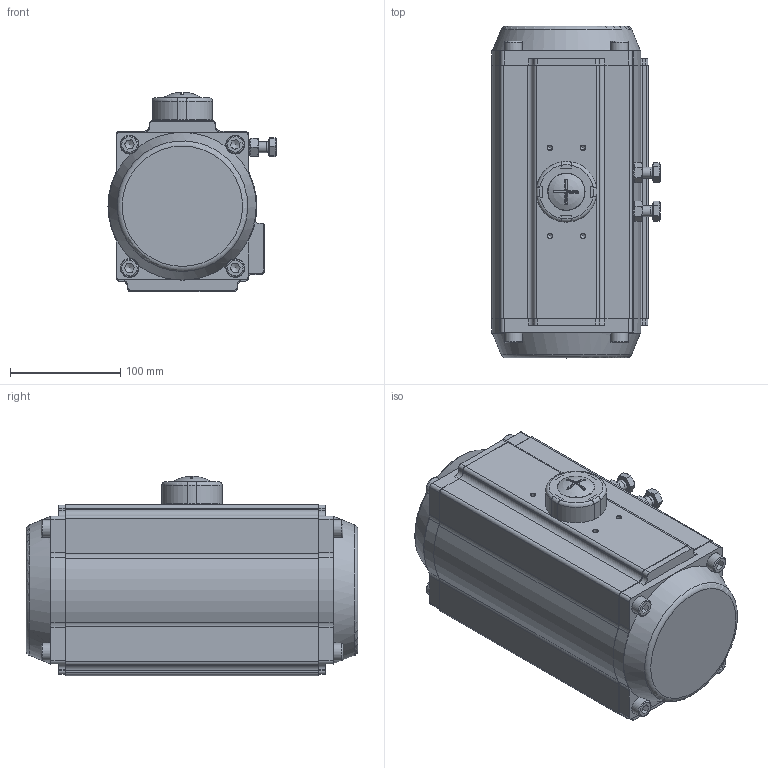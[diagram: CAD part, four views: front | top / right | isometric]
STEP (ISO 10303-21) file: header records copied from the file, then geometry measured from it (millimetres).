
FILE_DESCRIPTION(/* description */ (''),/* implementation_level */ '2;1');
FILE_NAME(/* name */ '5050125702 C-125DA F07+F10 22x22.stp',/* time_stamp */ '2016-12-30T14:20:22+08:00',/* author */ (''),/* organization */ (''),/* preprocessor_version */ 'ST-DEVELOPER v15',/* originating_system */ 'SIEMENS PLM Software NX 8.5',/* authorisation */ '');
FILE_SCHEMA (('AUTOMOTIVE_DESIGN { 1 0 10303 214 3 1 1 1 }'));
Products named in the file (28): Thrust washer; Circlip; Bearing-pinion bottom; Outside washer; O-ring-pinion bottom; O-ring-pinion top; Inside washer; Bearing-pinion top; O-ring end cap; O-ring piston; Stop screw; Nut-stop screw; C-125-01-L; Plug; O-ring adjust screw; Nut adjust screw; Adjust screw; Indicator screw-125; Indicator-125; End-cap screw; Bearing-piston; Guide Piston-C-125; C-125-08; C-125-03; C-125-04; C-125-01-R; C-125-01; C-125DA
Assembly tree (48 placements, depth 2):
  C-125DA
    C-125-01  x2
    C-125-01-R  x2
    C-125-04
    C-125-03  x2
    C-125-08
    Guide Piston-C-125  x2
    Bearing-piston  x2
    End-cap screw  x8
    Indicator-125
    Indicator screw-125
    Adjust screw  x2
    Nut adjust screw  x2
    O-ring adjust screw  x2
    Plug  x2
    C-125-01-L  x2
    Nut-stop screw  x2
    Stop screw  x2
    O-ring piston  x2
    O-ring end cap  x2
    Bearing-pinion top
    Inside washer
    O-ring-pinion top
    O-ring-pinion bottom
    Outside washer
    Bearing-pinion bottom
    Circlip
    Thrust washer
Bounding box: 152.43 x 301 x 180.77 mm (x, y, z)
Volume: 4890913.7 mm3; surface area: 1166289.1 mm2
Topology: 69 solids, 69 shells, 2492 faces, 6603 edges, 4322 vertices
Faces by surface type: cylinder 1035, plane 935, cone 263, torus 124, extrusion 80, bspline 52, sphere 3
Full cylindrical faces by diameter (mm): 2.5 x2, 4.2 x16, 5 x1, 6 x8, 6.144 x1, 6.8 x8, 8 x2, 8.374 x10, 8.376 x14, 8.5 x32, 8.645 x2, 8.647 x2, 9 x6, 10 x28, 10.001 x4, 11 x16, 12.1 x4, 16 x10, 17 x16, 21 x1, 31.3 x1, 31.4 x3, 32 x37, 35 x9, 36 x1, 44.3 x1, 45 x2, 46.4 x2, 49 x1, 50 x6
Entity records: 54192 total; most frequent: CARTESIAN_POINT 19019, DIRECTION 7090, ORIENTED_EDGE 6888, EDGE_CURVE 3444, AXIS2_PLACEMENT_3D 2775, VERTEX_POINT 2413, EDGE_LOOP 1825, VECTOR 1540
